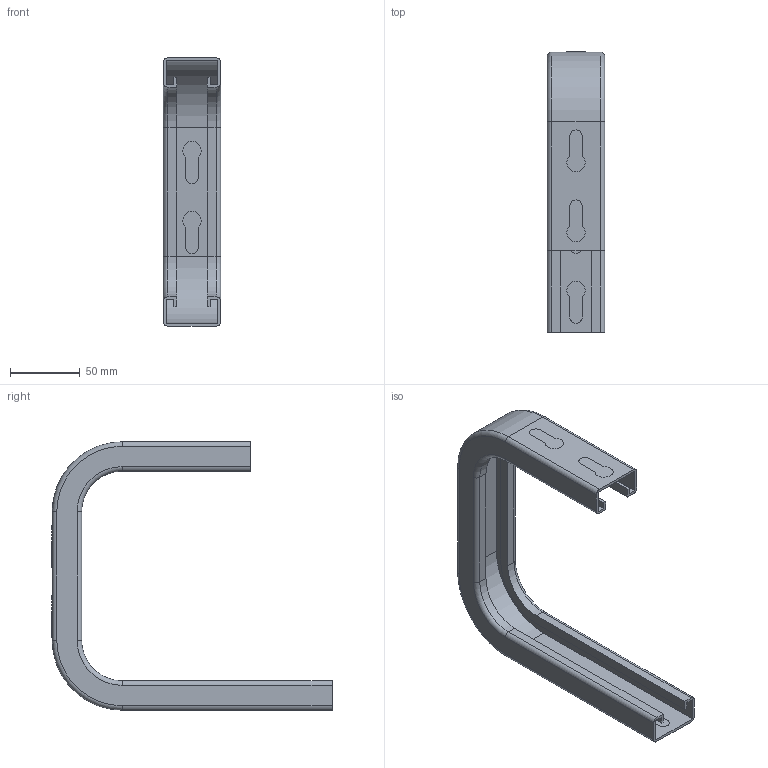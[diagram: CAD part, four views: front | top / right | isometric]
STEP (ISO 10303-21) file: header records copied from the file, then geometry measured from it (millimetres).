
FILE_DESCRIPTION(/* description */ (''),/* implementation_level */ '2;1');
FILE_NAME(/* name */ '597710.stp',/* time_stamp */ '2025-12-05T09:50:47+01:00',/* author */ ('mael.lecharpentier'),/* organization */ (''),/* preprocessor_version */ 'ST-DEVELOPER v20',/* originating_system */ 'AutoCAD Mechanical',/* authorisation */ '');
FILE_SCHEMA (('AUTOMOTIVE_DESIGN { 1 0 10303 214 3 1 1 }'));
Length unit declared in the file: millimetre
Products named in the file (1): Product
Bounding box: 41 x 200.2 x 192.18 mm (x, y, z)
Volume: 92021.7 mm3; surface area: 99741 mm2
Topology: 1 solids, 15 shells, 84 faces, 244 edges, 176 vertices
Faces by surface type: plane 48, cylinder 28, torus 8
Entity records: 2855 total; most frequent: DIRECTION 506, CARTESIAN_POINT 505, ORIENTED_EDGE 432, EDGE_CURVE 244, AXIS2_PLACEMENT_3D 177, VERTEX_POINT 176, LINE 152, VECTOR 152
